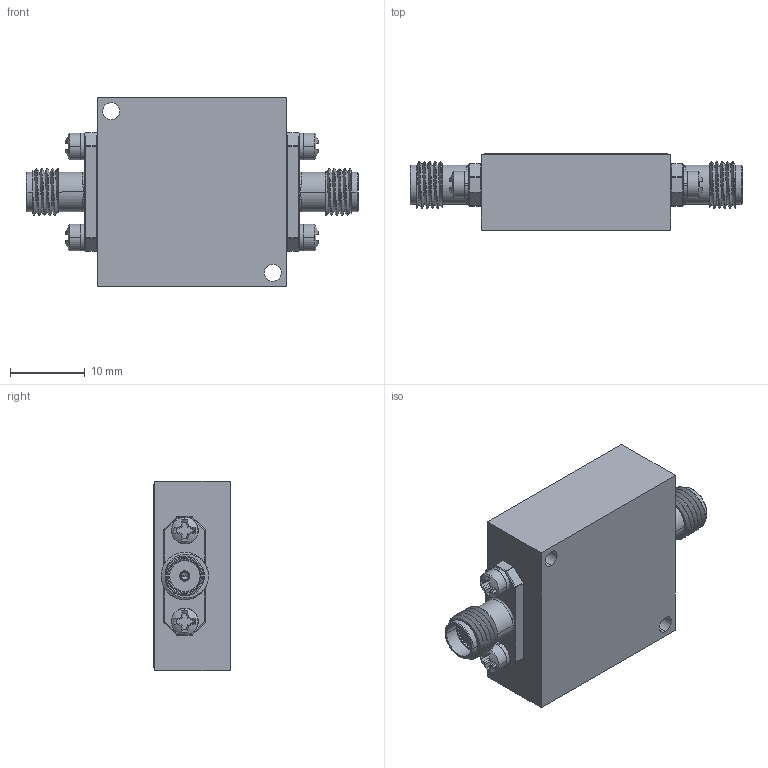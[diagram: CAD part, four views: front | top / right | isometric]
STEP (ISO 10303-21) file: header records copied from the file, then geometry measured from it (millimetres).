
FILE_DESCRIPTION (( 'STEP AP214' ), '1' );
FILE_NAME ('LM-0518-10-1W-SHS-2-F.STEP', '2023-02-02T19:30:47', ( '' ), ( '' ), 'SwSTEP 2.0', 'SolidWorks 2022', '' );
FILE_SCHEMA (( 'AUTOMOTIVE_DESIGN' ));
Length unit declared in the file: inch
Products named in the file (1): LM-0518-10-1W-SHS-2-F
Bounding box: 44.45 x 10.26 x 25.4 mm (x, y, z)
Volume: 7201.5 mm3; surface area: 4928.7 mm2
Topology: 16 solids, 16 shells, 611 faces, 2443 edges, 1989 vertices
Faces by surface type: plane 301, cylinder 146, torus 80, sphere 40, cone 36, bspline 8
Entity records: 40174 total; most frequent: CARTESIAN_POINT 11601, ORIENTED_EDGE 4806, DIRECTION 3593, EDGE_CURVE 2403, VERTEX_POINT 1989, LINE 1249, VECTOR 1249, AXIS2_PLACEMENT_3D 1172
